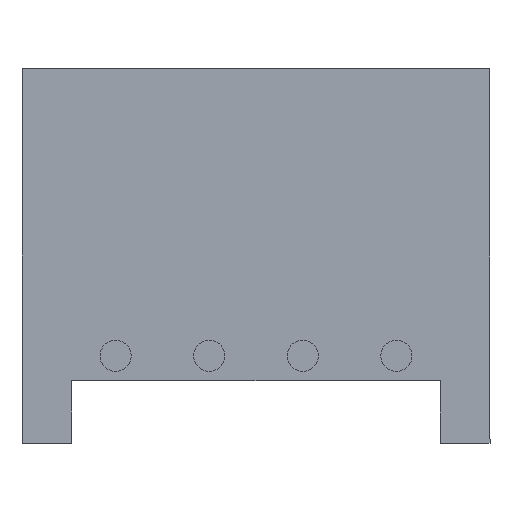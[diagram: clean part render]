
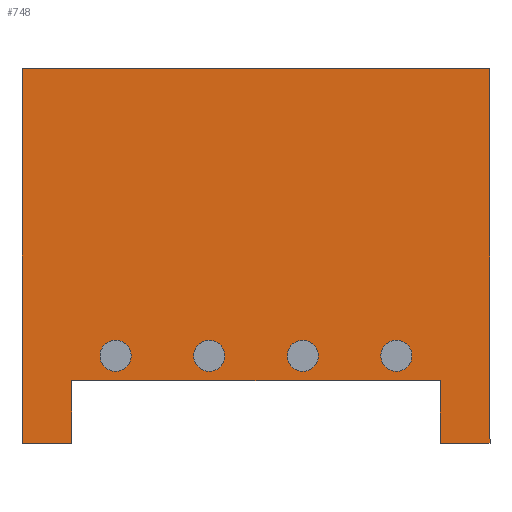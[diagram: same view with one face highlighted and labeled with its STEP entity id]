
A CAD part, front view. The second image highlights one B-rep face of the part: STEP entity #748.
In plain terms, the highlighted planar face has unit normal (0, -1, 0).
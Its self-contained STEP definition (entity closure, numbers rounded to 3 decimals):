
#7 = DIRECTION ( 'NONE',  ( 0., 0., 1. ) ) ;
#8 = VECTOR ( 'NONE', #7, 1000. ) ;
#9 = CARTESIAN_POINT ( 'NONE',  ( 3.75, -3.7, 2. ) ) ;
#10 = LINE ( 'NONE', #9, #8 ) ;
#46 = DIRECTION ( 'NONE',  ( -1., 0., 0. ) ) ;
#47 = DIRECTION ( 'NONE',  ( 0., -1., 0. ) ) ;
#48 = CARTESIAN_POINT ( 'NONE',  ( 5.25, -3.7, 2.4 ) ) ;
#49 = AXIS2_PLACEMENT_3D ( 'NONE', #48, #47, #46 ) ;
#50 = CIRCLE ( 'NONE', #49, 0.25 ) ;
#52 = DIRECTION ( 'NONE',  ( -1., 0., 0. ) ) ;
#53 = DIRECTION ( 'NONE',  ( 0., -1., 0. ) ) ;
#54 = CARTESIAN_POINT ( 'NONE',  ( 8.25, -3.7, 2.4 ) ) ;
#55 = AXIS2_PLACEMENT_3D ( 'NONE', #54, #53, #52 ) ;
#56 = CIRCLE ( 'NONE', #55, 0.25 ) ;
#57 = DIRECTION ( 'NONE',  ( 1., 0., 0. ) ) ;
#58 = VECTOR ( 'NONE', #57, 1000. ) ;
#59 = CARTESIAN_POINT ( 'NONE',  ( 10.45, -3.7, 1. ) ) ;
#60 = LINE ( 'NONE', #59, #58 ) ;
#61 = CARTESIAN_POINT ( 'NONE',  ( 10.45, -3.7, 1. ) ) ;
#62 = DIRECTION ( 'NONE',  ( 0., 0., 1. ) ) ;
#63 = VECTOR ( 'NONE', #62, 1000. ) ;
#64 = CARTESIAN_POINT ( 'NONE',  ( 10.45, -3.7, 1. ) ) ;
#65 = LINE ( 'NONE', #64, #63 ) ;
#102 = CARTESIAN_POINT ( 'NONE',  ( 10.45, -3.7, 2. ) ) ;
#103 = DIRECTION ( 'NONE',  ( 1., 0., 0. ) ) ;
#104 = VECTOR ( 'NONE', #103, 1000. ) ;
#105 = CARTESIAN_POINT ( 'NONE',  ( 3.75, -3.7, 2. ) ) ;
#106 = LINE ( 'NONE', #105, #104 ) ;
#107 = CARTESIAN_POINT ( 'NONE',  ( 4.55, -3.7, 2. ) ) ;
#108 = DIRECTION ( 'NONE',  ( 0., 0., 1. ) ) ;
#109 = VECTOR ( 'NONE', #108, 1000. ) ;
#110 = CARTESIAN_POINT ( 'NONE',  ( 4.55, -3.7, 1. ) ) ;
#111 = LINE ( 'NONE', #110, #109 ) ;
#112 = CARTESIAN_POINT ( 'NONE',  ( 4.55, -3.7, 1. ) ) ;
#113 = DIRECTION ( 'NONE',  ( -1., 0., 0. ) ) ;
#114 = VECTOR ( 'NONE', #113, 1000. ) ;
#115 = CARTESIAN_POINT ( 'NONE',  ( 4.55, -3.7, 1. ) ) ;
#116 = LINE ( 'NONE', #115, #114 ) ;
#180 = AXIS2_PLACEMENT_3D ( 'NONE', #221, #220, #219 ) ;
#181 = CIRCLE ( 'NONE', #180, 0.25 ) ;
#218 = CARTESIAN_POINT ( 'NONE',  ( 9.75, -3.7, 2.65 ) ) ;
#219 = DIRECTION ( 'NONE',  ( -1., 0., 0. ) ) ;
#220 = DIRECTION ( 'NONE',  ( 0., -1., 0. ) ) ;
#221 = CARTESIAN_POINT ( 'NONE',  ( 9.75, -3.7, 2.4 ) ) ;
#665 = VERTEX_POINT ( 'NONE', #1420 ) ;
#673 = EDGE_CURVE ( 'NONE', #674, #675, #1411, .T. ) ;
#674 = VERTEX_POINT ( 'NONE', #1453 ) ;
#675 = VERTEX_POINT ( 'NONE', #1452 ) ;
#690 = EDGE_CURVE ( 'NONE', #691, #692, #1333, .T. ) ;
#691 = VERTEX_POINT ( 'NONE', #1329 ) ;
#692 = VERTEX_POINT ( 'NONE', #1328 ) ;
#719 = EDGE_CURVE ( 'NONE', #988, #720, #2111, .T. ) ;
#720 = VERTEX_POINT ( 'NONE', #2107 ) ;
#721 = ORIENTED_EDGE ( 'NONE', *, *, #743, .F. ) ;
#743 = EDGE_CURVE ( 'NONE', #744, #720, #2052, .T. ) ;
#744 = VERTEX_POINT ( 'NONE', #2048 ) ;
#745 = ORIENTED_EDGE ( 'NONE', *, *, #1048, .F. ) ;
#748 = ADVANCED_FACE ( 'NONE', ( #2047, #2046, #2045, #2044, #2043 ), #2027, .F. ) ;
#749 = EDGE_LOOP ( 'NONE', ( #750, #751 ) ) ;
#750 = ORIENTED_EDGE ( 'NONE', *, *, #690, .F. ) ;
#751 = ORIENTED_EDGE ( 'NONE', *, *, #752, .F. ) ;
#752 = EDGE_CURVE ( 'NONE', #692, #691, #2022, .T. ) ;
#753 = EDGE_LOOP ( 'NONE', ( #754, #989 ) ) ;
#754 = ORIENTED_EDGE ( 'NONE', *, *, #930, .F. ) ;
#786 = EDGE_CURVE ( 'NONE', #787, #788, #1900, .T. ) ;
#787 = VERTEX_POINT ( 'NONE', #1896 ) ;
#788 = VERTEX_POINT ( 'NONE', #1895 ) ;
#800 = VERTEX_POINT ( 'NONE', #2246 ) ;
#930 = EDGE_CURVE ( 'NONE', #931, #800, #181, .T. ) ;
#931 = VERTEX_POINT ( 'NONE', #218 ) ;
#969 = EDGE_CURVE ( 'NONE', #800, #931, #2291, .T. ) ;
#987 = ORIENTED_EDGE ( 'NONE', *, *, #719, .T. ) ;
#988 = VERTEX_POINT ( 'NONE', #2315 ) ;
#989 = ORIENTED_EDGE ( 'NONE', *, *, #969, .F. ) ;
#1048 = EDGE_CURVE ( 'NONE', #665, #744, #10, .T. ) ;
#1049 = ORIENTED_EDGE ( 'NONE', *, *, #1050, .F. ) ;
#1050 = EDGE_CURVE ( 'NONE', #1051, #665, #116, .T. ) ;
#1051 = VERTEX_POINT ( 'NONE', #112 ) ;
#1052 = ORIENTED_EDGE ( 'NONE', *, *, #1053, .T. ) ;
#1053 = EDGE_CURVE ( 'NONE', #1051, #1054, #111, .T. ) ;
#1054 = VERTEX_POINT ( 'NONE', #107 ) ;
#1055 = ORIENTED_EDGE ( 'NONE', *, *, #1056, .T. ) ;
#1056 = EDGE_CURVE ( 'NONE', #1054, #1057, #106, .T. ) ;
#1057 = VERTEX_POINT ( 'NONE', #102 ) ;
#1058 = ORIENTED_EDGE ( 'NONE', *, *, #1059, .F. ) ;
#1059 = EDGE_CURVE ( 'NONE', #1060, #1057, #65, .T. ) ;
#1060 = VERTEX_POINT ( 'NONE', #61 ) ;
#1061 = ORIENTED_EDGE ( 'NONE', *, *, #1062, .T. ) ;
#1062 = EDGE_CURVE ( 'NONE', #1060, #988, #60, .T. ) ;
#1063 = EDGE_LOOP ( 'NONE', ( #1064, #1065 ) ) ;
#1064 = ORIENTED_EDGE ( 'NONE', *, *, #673, .F. ) ;
#1065 = ORIENTED_EDGE ( 'NONE', *, *, #1066, .F. ) ;
#1066 = EDGE_CURVE ( 'NONE', #675, #674, #56, .T. ) ;
#1067 = EDGE_LOOP ( 'NONE', ( #1068, #1069 ) ) ;
#1068 = ORIENTED_EDGE ( 'NONE', *, *, #786, .F. ) ;
#1069 = ORIENTED_EDGE ( 'NONE', *, *, #1070, .F. ) ;
#1070 = EDGE_CURVE ( 'NONE', #788, #787, #50, .T. ) ;
#1282 = EDGE_LOOP ( 'NONE', ( #987, #721, #745, #1049, #1052, #1055, #1058, #1061 ) ) ;
#1328 = CARTESIAN_POINT ( 'NONE',  ( 6.75, -3.7, 2.15 ) ) ;
#1329 = CARTESIAN_POINT ( 'NONE',  ( 6.75, -3.7, 2.65 ) ) ;
#1330 = DIRECTION ( 'NONE',  ( -1., 0., 0. ) ) ;
#1331 = DIRECTION ( 'NONE',  ( 0., -1., 0. ) ) ;
#1332 = AXIS2_PLACEMENT_3D ( 'NONE', #1338, #1331, #1330 ) ;
#1333 = CIRCLE ( 'NONE', #1332, 0.25 ) ;
#1338 = CARTESIAN_POINT ( 'NONE',  ( 6.75, -3.7, 2.4 ) ) ;
#1411 = CIRCLE ( 'NONE', #1457, 0.25 ) ;
#1420 = CARTESIAN_POINT ( 'NONE',  ( 3.75, -3.7, 1. ) ) ;
#1452 = CARTESIAN_POINT ( 'NONE',  ( 8.25, -3.7, 2.15 ) ) ;
#1453 = CARTESIAN_POINT ( 'NONE',  ( 8.25, -3.7, 2.65 ) ) ;
#1454 = DIRECTION ( 'NONE',  ( -1., 0., 0. ) ) ;
#1455 = DIRECTION ( 'NONE',  ( 0., -1., 0. ) ) ;
#1456 = CARTESIAN_POINT ( 'NONE',  ( 8.25, -3.7, 2.4 ) ) ;
#1457 = AXIS2_PLACEMENT_3D ( 'NONE', #1456, #1455, #1454 ) ;
#1895 = CARTESIAN_POINT ( 'NONE',  ( 5.25, -3.7, 2.15 ) ) ;
#1896 = CARTESIAN_POINT ( 'NONE',  ( 5.25, -3.7, 2.65 ) ) ;
#1897 = DIRECTION ( 'NONE',  ( -1., 0., 0. ) ) ;
#1898 = DIRECTION ( 'NONE',  ( 0., -1., 0. ) ) ;
#1899 = AXIS2_PLACEMENT_3D ( 'NONE', #1905, #1898, #1897 ) ;
#1900 = CIRCLE ( 'NONE', #1899, 0.25 ) ;
#1905 = CARTESIAN_POINT ( 'NONE',  ( 5.25, -3.7, 2.4 ) ) ;
#2018 = DIRECTION ( 'NONE',  ( -1., 0., 0. ) ) ;
#2019 = DIRECTION ( 'NONE',  ( 0., -1., 0. ) ) ;
#2020 = CARTESIAN_POINT ( 'NONE',  ( 6.75, -3.7, 2.4 ) ) ;
#2021 = AXIS2_PLACEMENT_3D ( 'NONE', #2020, #2019, #2018 ) ;
#2022 = CIRCLE ( 'NONE', #2021, 0.25 ) ;
#2023 = DIRECTION ( 'NONE',  ( -1., 0., 0. ) ) ;
#2024 = DIRECTION ( 'NONE',  ( 0., 1., 0. ) ) ;
#2025 = CARTESIAN_POINT ( 'NONE',  ( 3.75, -3.7, 2. ) ) ;
#2026 = AXIS2_PLACEMENT_3D ( 'NONE', #2025, #2024, #2023 ) ;
#2027 = PLANE ( 'NONE',  #2026 ) ;
#2043 = FACE_BOUND ( 'NONE', #1067, .T. ) ;
#2044 = FACE_BOUND ( 'NONE', #1063, .T. ) ;
#2045 = FACE_OUTER_BOUND ( 'NONE', #1282, .T. ) ;
#2046 = FACE_BOUND ( 'NONE', #753, .T. ) ;
#2047 = FACE_BOUND ( 'NONE', #749, .T. ) ;
#2048 = CARTESIAN_POINT ( 'NONE',  ( 3.75, -3.7, 7. ) ) ;
#2049 = DIRECTION ( 'NONE',  ( 1., 0., 0. ) ) ;
#2050 = VECTOR ( 'NONE', #2049, 1000. ) ;
#2051 = CARTESIAN_POINT ( 'NONE',  ( 3.75, -3.7, 7. ) ) ;
#2052 = LINE ( 'NONE', #2051, #2050 ) ;
#2107 = CARTESIAN_POINT ( 'NONE',  ( 11.25, -3.7, 7. ) ) ;
#2108 = DIRECTION ( 'NONE',  ( 0., 0., 1. ) ) ;
#2109 = VECTOR ( 'NONE', #2108, 1000. ) ;
#2110 = CARTESIAN_POINT ( 'NONE',  ( 11.25, -3.7, 2. ) ) ;
#2111 = LINE ( 'NONE', #2110, #2109 ) ;
#2246 = CARTESIAN_POINT ( 'NONE',  ( 9.75, -3.7, 2.15 ) ) ;
#2287 = DIRECTION ( 'NONE',  ( -1., 0., 0. ) ) ;
#2288 = DIRECTION ( 'NONE',  ( 0., -1., 0. ) ) ;
#2289 = CARTESIAN_POINT ( 'NONE',  ( 9.75, -3.7, 2.4 ) ) ;
#2290 = AXIS2_PLACEMENT_3D ( 'NONE', #2289, #2288, #2287 ) ;
#2291 = CIRCLE ( 'NONE', #2290, 0.25 ) ;
#2315 = CARTESIAN_POINT ( 'NONE',  ( 11.25, -3.7, 1. ) ) ;
